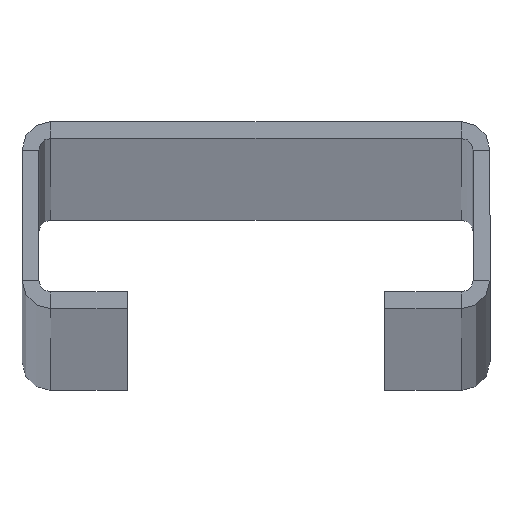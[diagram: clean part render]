
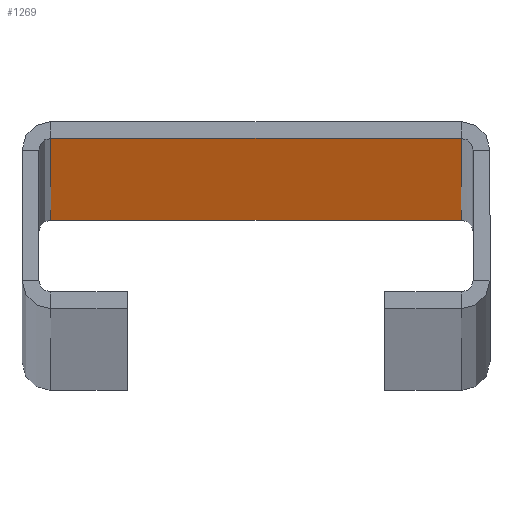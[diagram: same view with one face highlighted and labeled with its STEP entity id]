
A CAD part, top view. The second image highlights one B-rep face of the part: STEP entity #1269.
In plain terms, the highlighted planar face has unit normal (0, -1, 0).
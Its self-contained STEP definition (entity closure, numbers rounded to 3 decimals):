
#1200 = LINE ( 'NONE', #3372, #7523 ) ;
#1269 = ADVANCED_FACE ( 'NONE', ( #7012 ), #6773, .T. ) ;
#1478 = ORIENTED_EDGE ( 'NONE', *, *, #2610, .F. ) ;
#1810 = VERTEX_POINT ( 'NONE', #6449 ) ;
#2000 = ORIENTED_EDGE ( 'NONE', *, *, #5657, .T. ) ;
#2072 = CARTESIAN_POINT ( 'NONE',  ( -8.78, 7.28, 2000. ) ) ;
#2181 = CARTESIAN_POINT ( 'NONE',  ( 8.78, 7.28, 2000. ) ) ;
#2320 = LINE ( 'NONE', #7259, #3950 ) ;
#2606 = CARTESIAN_POINT ( 'NONE',  ( -8.78, 7.28, 0. ) ) ;
#2610 = EDGE_CURVE ( 'NONE', #1810, #4297, #2320, .T. ) ;
#3025 = DIRECTION ( 'NONE',  ( 0., -1., 0. ) ) ;
#3184 = DIRECTION ( 'NONE',  ( -1., 0., 0. ) ) ;
#3200 = CARTESIAN_POINT ( 'NONE',  ( 10., 7.28, 2000. ) ) ;
#3207 = DIRECTION ( 'NONE',  ( 0., 0., -1. ) ) ;
#3372 = CARTESIAN_POINT ( 'NONE',  ( 8.78, 7.28, 2000. ) ) ;
#3624 = DIRECTION ( 'NONE',  ( 1., 0., 0. ) ) ;
#3751 = EDGE_CURVE ( 'NONE', #3834, #5959, #5448, .T. ) ;
#3834 = VERTEX_POINT ( 'NONE', #2181 ) ;
#3950 = VECTOR ( 'NONE', #7220, 1000. ) ;
#4297 = VERTEX_POINT ( 'NONE', #2606 ) ;
#4310 = AXIS2_PLACEMENT_3D ( 'NONE', #5919, #3025, #3624 ) ;
#4431 = VECTOR ( 'NONE', #5927, 1000. ) ;
#5081 = EDGE_LOOP ( 'NONE', ( #1478, #5287, #5110, #2000 ) ) ;
#5110 = ORIENTED_EDGE ( 'NONE', *, *, #3751, .T. ) ;
#5187 = LINE ( 'NONE', #5952, #4431 ) ;
#5287 = ORIENTED_EDGE ( 'NONE', *, *, #5858, .F. ) ;
#5448 = LINE ( 'NONE', #3200, #7412 ) ;
#5657 = EDGE_CURVE ( 'NONE', #5959, #4297, #5187, .T. ) ;
#5858 = EDGE_CURVE ( 'NONE', #3834, #1810, #1200, .T. ) ;
#5919 = CARTESIAN_POINT ( 'NONE',  ( 10., 7.28, 2000. ) ) ;
#5927 = DIRECTION ( 'NONE',  ( 0., 0., -1. ) ) ;
#5952 = CARTESIAN_POINT ( 'NONE',  ( -8.78, 7.28, 2000. ) ) ;
#5959 = VERTEX_POINT ( 'NONE', #2072 ) ;
#6449 = CARTESIAN_POINT ( 'NONE',  ( 8.78, 7.28, 0. ) ) ;
#6773 = PLANE ( 'NONE',  #4310 ) ;
#7012 = FACE_OUTER_BOUND ( 'NONE', #5081, .T. ) ;
#7220 = DIRECTION ( 'NONE',  ( -1., 0., 0. ) ) ;
#7259 = CARTESIAN_POINT ( 'NONE',  ( 10., 7.28, 0. ) ) ;
#7412 = VECTOR ( 'NONE', #3184, 1000. ) ;
#7523 = VECTOR ( 'NONE', #3207, 1000. ) ;
